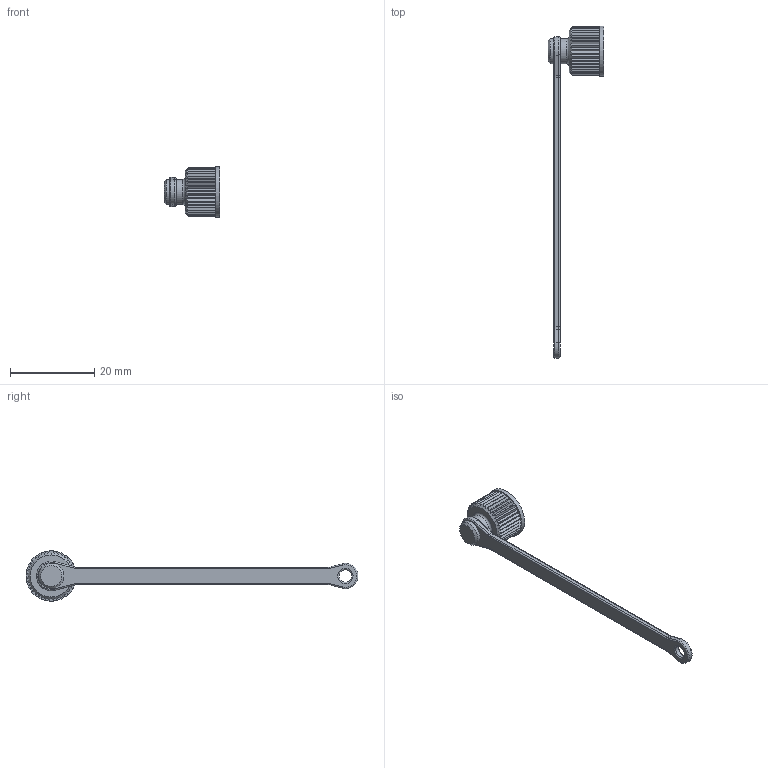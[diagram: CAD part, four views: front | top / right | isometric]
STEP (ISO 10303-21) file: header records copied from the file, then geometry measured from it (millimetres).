
FILE_DESCRIPTION(/* description */ (''),/* implementation_level */ '2;1');
FILE_NAME(/* name */ '08-2842-000-000-001_00.stp',/* time_stamp */ '2023-02-13T14:21:42+01:00',/* author */ (''),/* organization */ (''),/* preprocessor_version */ 'ST-DEVELOPER v16',/* originating_system */ 'SIEMENS PLM Software NX 11.0',/* authorisation */ '');
FILE_SCHEMA (('AUTOMOTIVE_DESIGN { 1 0 10303 214 3 1 1 1 }'));
Length unit declared in the file: millimetre
Products named in the file (1): cgoe1F603DF40bci
Bounding box: 13.3 x 78.99 x 12 mm (x, y, z)
Volume: 1187.7 mm3; surface area: 1689.9 mm2
Topology: 1 solids, 1 shells, 181 faces, 486 edges, 315 vertices
Faces by surface type: plane 96, cylinder 64, torus 19, cone 2
Full cylindrical faces by diameter (mm): 3 x1, 6 x2, 6.8 x1, 6.92 x1, 12 x1
Entity records: 5948 total; most frequent: CARTESIAN_POINT 1200, ORIENTED_EDGE 934, DIRECTION 902, EDGE_CURVE 467, AXIS2_PLACEMENT_3D 333, VERTEX_POINT 311, LINE 236, VECTOR 236
